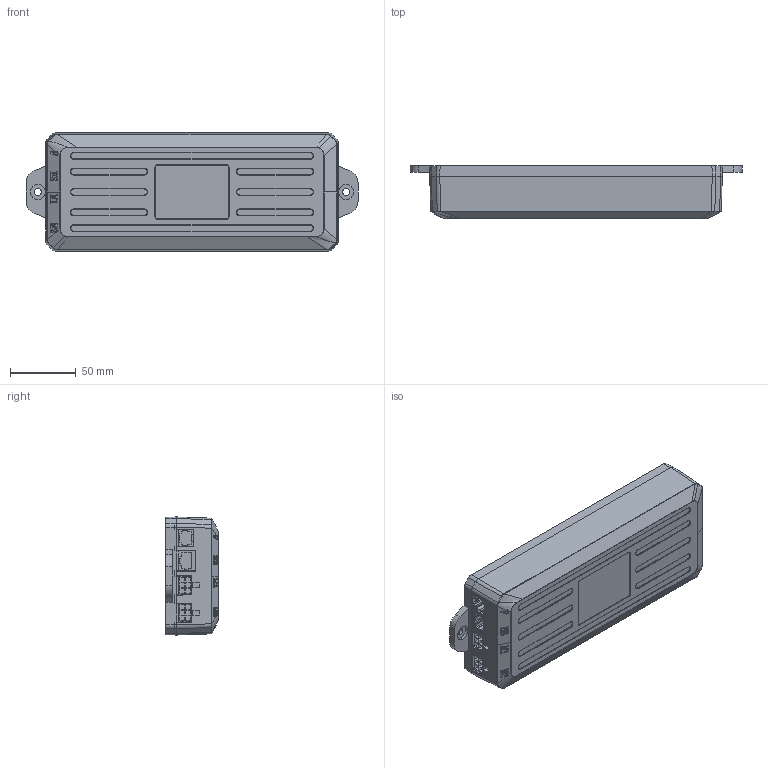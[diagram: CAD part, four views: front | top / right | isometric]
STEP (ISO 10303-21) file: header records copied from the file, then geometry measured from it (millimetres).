
FILE_DESCRIPTION((''),'2;1');
FILE_NAME('JCB35N1_ASM','2020-01-03T19:29:25',('u'),('捷昌驱动'),'CREO PARAMETRIC BY PTC INC, 2018100','CREO PARAMETRIC BY PTC INC, 2018100','');
FILE_SCHEMA(('CONFIG_CONTROL_DESIGN'));
Length unit declared in the file: millimetre
Products named in the file (15): JCB35N1-0100_1_1; 5557-6AW_1_1; PCB623000_1_1; PCB826000_1_1; JCB35N1_PCB_-02-710001_ASM_1_AS_ASM; JCB35N1-0200_1_2; 400_1_1; 600_1_1; CONNECT-1_ASM_1_ASM_1_ASM; _PCB_-01_000_ASM_1_ASM_1_ASM; JCB35N10001_ASM_1_ASM_1_ASM; JCB35N1_ASM_1_ASM_1_ASM; JCB35N1_ASM_3_ASM; 0001; JCB35N1_ASM
Assembly tree (15 placements, depth 7):
  JCB35N1_ASM
    JCB35N1_ASM_3_ASM
      JCB35N1_ASM_1_ASM_1_ASM
        JCB35N10001_ASM_1_ASM_1_ASM
          JCB35N1-0100_1_1
          JCB35N1_PCB_-02-710001_ASM_1_AS_ASM
            5557-6AW_1_1  x2
            PCB623000_1_1
            PCB826000_1_1
          JCB35N1-0200_1_2
          _PCB_-01_000_ASM_1_ASM_1_ASM
            CONNECT-1_ASM_1_ASM_1_ASM
              400_1_1
              600_1_1
    0001
Bounding box: 253 x 40 x 90 mm (x, y, z)
Volume: 645170.1 mm3; surface area: 135329.8 mm2
Topology: 9 solids, 9 shells, 1158 faces, 3101 edges, 2022 vertices
Faces by surface type: plane 756, cylinder 222, bspline 71, extrusion 57, torus 40, sphere 6, cone 6
Entity records: 39936 total; most frequent: CARTESIAN_POINT 13416, ORIENTED_EDGE 5752, DIRECTION 4902, EDGE_CURVE 2876, VECTOR 2036, LINE 1979, VERTEX_POINT 1878, AXIS2_PLACEMENT_3D 1433
